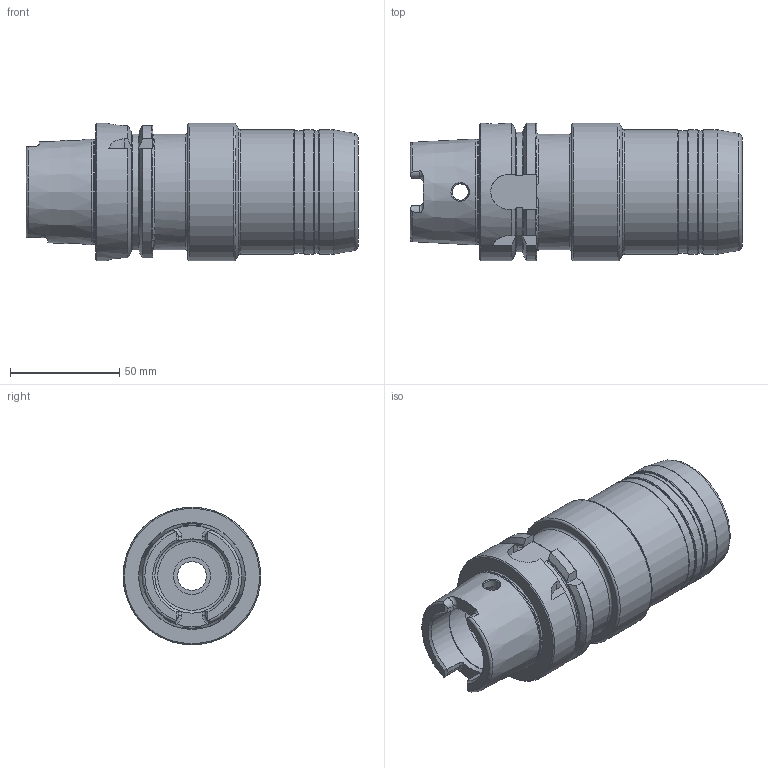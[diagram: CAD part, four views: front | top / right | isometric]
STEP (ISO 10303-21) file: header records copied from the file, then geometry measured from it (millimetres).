
FILE_DESCRIPTION(/* description */ (''),/* implementation_level */ '2;1');
FILE_NAME(/* name */ 'WQ116HCR.stp',/* time_stamp */ '2021-02-24T14:58:34+09:00',/* author */ ('eos'),/* organization */ (''),/* preprocessor_version */ 'ST-DEVELOPER v18.1',/* originating_system */ 'Autodesk Inventor 2020',/* authorisation */ '');
FILE_SCHEMA (('AUTOMOTIVE_DESIGN { 1 0 10303 214 3 1 1 }'));
Length unit declared in the file: millimetre
Products named in the file (1): HSK63A
Bounding box: 152 x 63 x 63 mm (x, y, z)
Volume: 292341 mm3; surface area: 46283.3 mm2
Topology: 1 solids, 1 shells, 144 faces, 447 edges, 306 vertices
Faces by surface type: plane 44, cylinder 39, torus 37, cone 18, bspline 6
Full cylindrical faces by diameter (mm): 7.5 x2, 10 x1, 13.2 x1, 16.917 x1, 19 x1, 25 x1, 25.6 x1, 34 x2, 40 x1, 48.041 x1, 53 x1, 56 x2, 57 x3, 63 x2
Entity records: 6019 total; most frequent: CARTESIAN_POINT 1916, ORIENTED_EDGE 890, DIRECTION 886, EDGE_CURVE 445, AXIS2_PLACEMENT_3D 382, VERTEX_POINT 308, CIRCLE 239, EDGE_LOOP 155
